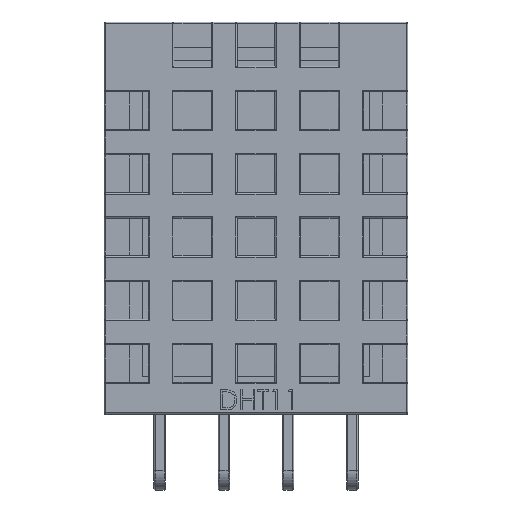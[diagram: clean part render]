
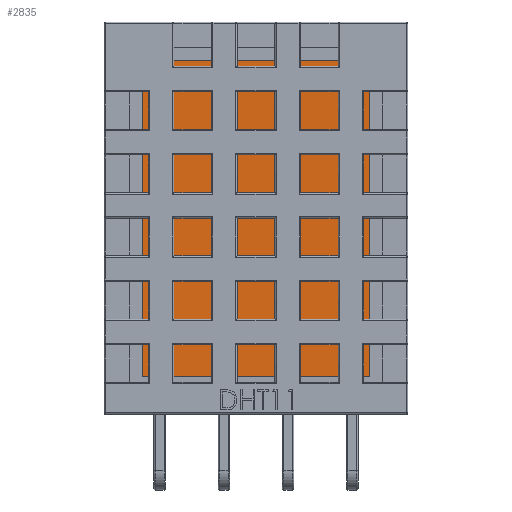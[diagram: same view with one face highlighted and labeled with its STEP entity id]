
A CAD part, top view. The second image highlights one B-rep face of the part: STEP entity #2835.
In plain terms, the highlighted planar face has unit normal (0, 0, 1).
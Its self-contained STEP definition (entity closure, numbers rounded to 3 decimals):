
#273 = EDGE_CURVE ( 'NONE', #7181, #9137, #15947, .T. ) ;
#939 = AXIS2_PLACEMENT_3D ( 'NONE', #7336, #6051, #2239 ) ;
#978 = CARTESIAN_POINT ( 'NONE',  ( 1.5, 14., 2.99 ) ) ;
#2222 = VERTEX_POINT ( 'NONE', #7448 ) ;
#2239 = DIRECTION ( 'NONE',  ( 1., 0., 0. ) ) ;
#2782 = CARTESIAN_POINT ( 'NONE',  ( 1.5, 1.5, 2.99 ) ) ;
#2807 = VECTOR ( 'NONE', #14679, 1000. ) ;
#2835 = ADVANCED_FACE ( 'NONE', ( #13559 ), #8110, .T. ) ;
#3138 = DIRECTION ( 'NONE',  ( -1., 0., 0. ) ) ;
#3502 = ORIENTED_EDGE ( 'NONE', *, *, #273, .T. ) ;
#3903 = EDGE_LOOP ( 'NONE', ( #3502, #8543, #13130, #5621 ) ) ;
#4079 = CARTESIAN_POINT ( 'NONE',  ( 10.5, 14., 2.99 ) ) ;
#4449 = VERTEX_POINT ( 'NONE', #12250 ) ;
#5447 = LINE ( 'NONE', #4079, #12941 ) ;
#5621 = ORIENTED_EDGE ( 'NONE', *, *, #10353, .T. ) ;
#6051 = DIRECTION ( 'NONE',  ( 0., 0., 1. ) ) ;
#6172 = VECTOR ( 'NONE', #14230, 1000. ) ;
#7181 = VERTEX_POINT ( 'NONE', #978 ) ;
#7336 = CARTESIAN_POINT ( 'NONE',  ( 0., 0., 2.99 ) ) ;
#7448 = CARTESIAN_POINT ( 'NONE',  ( 10.5, 14., 2.99 ) ) ;
#8110 = PLANE ( 'NONE',  #939 ) ;
#8543 = ORIENTED_EDGE ( 'NONE', *, *, #12600, .T. ) ;
#9137 = VERTEX_POINT ( 'NONE', #2782 ) ;
#9624 = CARTESIAN_POINT ( 'NONE',  ( 1.5, 14., 2.99 ) ) ;
#10236 = VECTOR ( 'NONE', #11473, 1000. ) ;
#10353 = EDGE_CURVE ( 'NONE', #2222, #7181, #5447, .T. ) ;
#11473 = DIRECTION ( 'NONE',  ( 1., 0., 0. ) ) ;
#11686 = LINE ( 'NONE', #15597, #6172 ) ;
#12250 = CARTESIAN_POINT ( 'NONE',  ( 10.5, 1.5, 2.99 ) ) ;
#12489 = LINE ( 'NONE', #15053, #10236 ) ;
#12600 = EDGE_CURVE ( 'NONE', #9137, #4449, #12489, .T. ) ;
#12941 = VECTOR ( 'NONE', #3138, 1000. ) ;
#13130 = ORIENTED_EDGE ( 'NONE', *, *, #14400, .T. ) ;
#13559 = FACE_OUTER_BOUND ( 'NONE', #3903, .T. ) ;
#14230 = DIRECTION ( 'NONE',  ( 0., 1., 0. ) ) ;
#14400 = EDGE_CURVE ( 'NONE', #4449, #2222, #11686, .T. ) ;
#14679 = DIRECTION ( 'NONE',  ( 0., -1., 0. ) ) ;
#15053 = CARTESIAN_POINT ( 'NONE',  ( 1.5, 1.5, 2.99 ) ) ;
#15597 = CARTESIAN_POINT ( 'NONE',  ( 10.5, 1.5, 2.99 ) ) ;
#15947 = LINE ( 'NONE', #9624, #2807 ) ;
